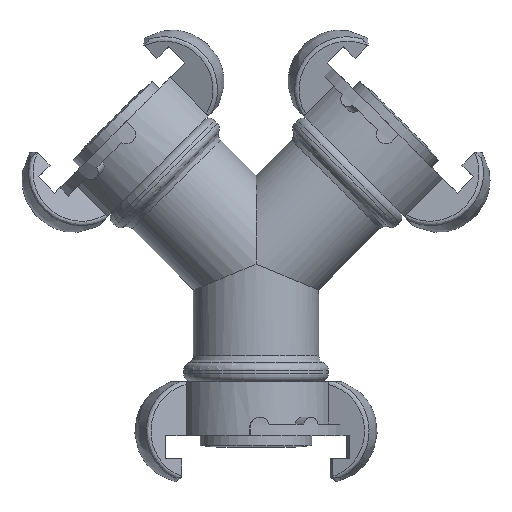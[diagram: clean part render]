
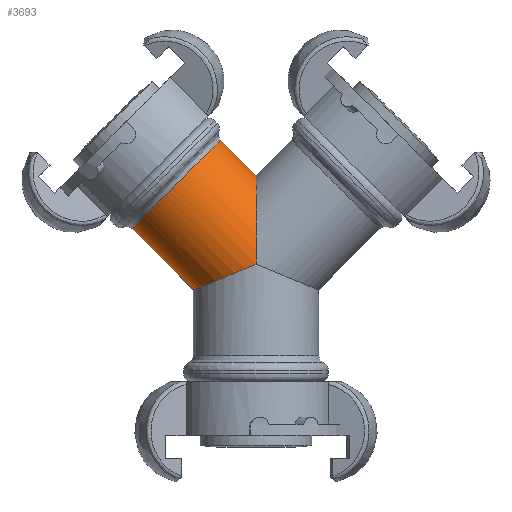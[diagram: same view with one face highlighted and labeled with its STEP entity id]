
A CAD part, left-side view. The second image highlights one B-rep face of the part: STEP entity #3693.
In plain terms, the highlighted cylindrical face has radius 16.25 mm (diameter 32.5 mm), a full revolution.
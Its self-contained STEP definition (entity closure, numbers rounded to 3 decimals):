
#166=LINE('',#5679,#338);
#338=VECTOR('',#4406,16.25);
#507=ELLIPSE('',#3914,17.589,16.25);
#509=ELLIPSE('',#3946,22.981,16.25);
#510=ELLIPSE('',#3947,22.981,16.25);
#515=CYLINDRICAL_SURFACE('',#3945,16.25);
#591=FACE_OUTER_BOUND('',#796,.T.);
#796=EDGE_LOOP('',(#2396,#2397,#2398,#2399,#2400,#2401));
#1017=B_SPLINE_CURVE_WITH_KNOTS('',3,(#5659,#5660,#5661,#5662,#5663,#5664,
#5665,#5666,#5667,#5668,#5669,#5670,#5671,#5672,#5673,#5674,#5675,#5676),
 .UNSPECIFIED.,.T.,.F.,(4,1,1,1,1,1,1,1,1,1,1,1,1,1,1,4),(0.,0.814,
1.628,2.442,3.257,4.342,4.885,
5.428,6.513,7.599,8.141,8.684,
9.77,10.584,10.991,11.398),
 .UNSPECIFIED.);
#1399=VERTEX_POINT('',#5490);
#1400=VERTEX_POINT('',#5491);
#1419=VERTEX_POINT('',#5633);
#1422=VERTEX_POINT('',#5678);
#1780=EDGE_CURVE('',#1399,#1400,#507,.T.);
#1809=EDGE_CURVE('',#1419,#1419,#1017,.T.);
#1810=EDGE_CURVE('',#1419,#1422,#166,.T.);
#1811=EDGE_CURVE('',#1400,#1422,#509,.T.);
#1812=EDGE_CURVE('',#1422,#1399,#510,.T.);
#2396=ORIENTED_EDGE('',*,*,#1809,.F.);
#2397=ORIENTED_EDGE('',*,*,#1810,.T.);
#2398=ORIENTED_EDGE('',*,*,#1811,.F.);
#2399=ORIENTED_EDGE('',*,*,#1780,.F.);
#2400=ORIENTED_EDGE('',*,*,#1812,.F.);
#2401=ORIENTED_EDGE('',*,*,#1810,.F.);
#3693=ADVANCED_FACE('',(#591),#515,.T.);
#3914=AXIS2_PLACEMENT_3D('',#5492,#4339,#4340);
#3945=AXIS2_PLACEMENT_3D('',#5677,#4404,#4405);
#3946=AXIS2_PLACEMENT_3D('',#5680,#4407,#4408);
#3947=AXIS2_PLACEMENT_3D('',#5681,#4409,#4410);
#4339=DIRECTION('center_axis',(0.,-0.383,-0.924));
#4340=DIRECTION('ref_axis',(0.,0.924,-0.383));
#4404=DIRECTION('center_axis',(0.,-0.707,-0.707));
#4405=DIRECTION('ref_axis',(0.,0.707,-0.707));
#4406=DIRECTION('',(0.,-0.707,-0.707));
#4407=DIRECTION('center_axis',(0.,-1.,0.));
#4408=DIRECTION('ref_axis',(0.,0.,-1.));
#4409=DIRECTION('center_axis',(0.,-1.,0.));
#4410=DIRECTION('ref_axis',(0.,0.,-1.));
#5490=CARTESIAN_POINT('',(-16.25,0.,30.5));
#5491=CARTESIAN_POINT('',(16.25,0.,30.5));
#5492=CARTESIAN_POINT('Origin',(0.,0.,30.5));
#5633=CARTESIAN_POINT('',(0.,9.222,62.703));
#5659=CARTESIAN_POINT('Ctrl Pts',(0.,9.222,
62.703));
#5660=CARTESIAN_POINT('Ctrl Pts',(2.416,9.222,62.703));
#5661=CARTESIAN_POINT('Ctrl Pts',(7.253,9.992,61.933));
#5662=CARTESIAN_POINT('Ctrl Pts',(13.128,13.292,58.633));
#5663=CARTESIAN_POINT('Ctrl Pts',(16.374,18.048,53.877));
#5664=CARTESIAN_POINT('Ctrl Pts',(16.399,23.932,47.993));
#5665=CARTESIAN_POINT('Ctrl Pts',(12.596,28.606,43.319));
#5666=CARTESIAN_POINT('Ctrl Pts',(7.171,31.211,40.714));
#5667=CARTESIAN_POINT('Ctrl Pts',(0.91,32.595,39.33));
#5668=CARTESIAN_POINT('Ctrl Pts',(-7.472,31.711,40.214));
#5669=CARTESIAN_POINT('Ctrl Pts',(-13.692,27.63,44.295));
#5670=CARTESIAN_POINT('Ctrl Pts',(-16.072,23.316,48.609));
#5671=CARTESIAN_POINT('Ctrl Pts',(-16.584,18.687,53.238));
#5672=CARTESIAN_POINT('Ctrl Pts',(-13.805,13.672,58.253));
#5673=CARTESIAN_POINT('Ctrl Pts',(-8.26,10.556,61.369));
#5674=CARTESIAN_POINT('Ctrl Pts',(-3.656,9.418,62.507));
#5675=CARTESIAN_POINT('Ctrl Pts',(-1.208,9.222,62.703));
#5676=CARTESIAN_POINT('Ctrl Pts',(0.,9.222,
62.703));
#5677=CARTESIAN_POINT('Origin',(0.,10.96,41.46));
#5678=CARTESIAN_POINT('',(0.,0.,53.481));
#5679=CARTESIAN_POINT('',(0.,-0.53,52.951));
#5680=CARTESIAN_POINT('Origin',(0.,0.,30.5));
#5681=CARTESIAN_POINT('Origin',(0.,0.,30.5));
